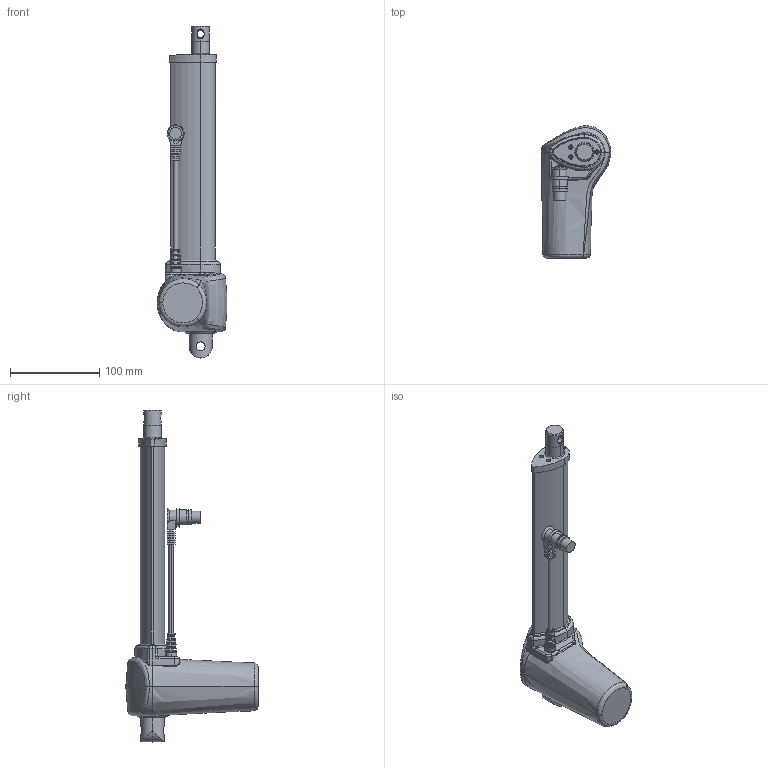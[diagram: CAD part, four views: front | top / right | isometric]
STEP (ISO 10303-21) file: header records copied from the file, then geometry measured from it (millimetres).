
FILE_DESCRIPTION (( 'STEP AP214' ), '1' );
FILE_NAME ('823_3D.STEP', '2020-07-17T06:38:58', ( '' ), ( '' ), 'SwSTEP 2.0', 'SolidWorks 2018', '' );
FILE_SCHEMA (( 'AUTOMOTIVE_DESIGN' ));
Length unit declared in the file: millimetre
Products named in the file (1): 823_3D
Bounding box: 78.01 x 148.4 x 372.2 mm (x, y, z)
Volume: 767649.3 mm3; surface area: 78047.6 mm2
Topology: 1 solids, 10 shells, 400 faces, 1002 edges, 639 vertices
Faces by surface type: plane 198, cylinder 109, bspline 52, torus 20, sphere 11, cone 10
Entity records: 33268 total; most frequent: CARTESIAN_POINT 22148, ORIENTED_EDGE 2004, DIRECTION 1867, EDGE_CURVE 1002, AXIS2_PLACEMENT_3D 701, VERTEX_POINT 639, VECTOR 465, LINE 465
